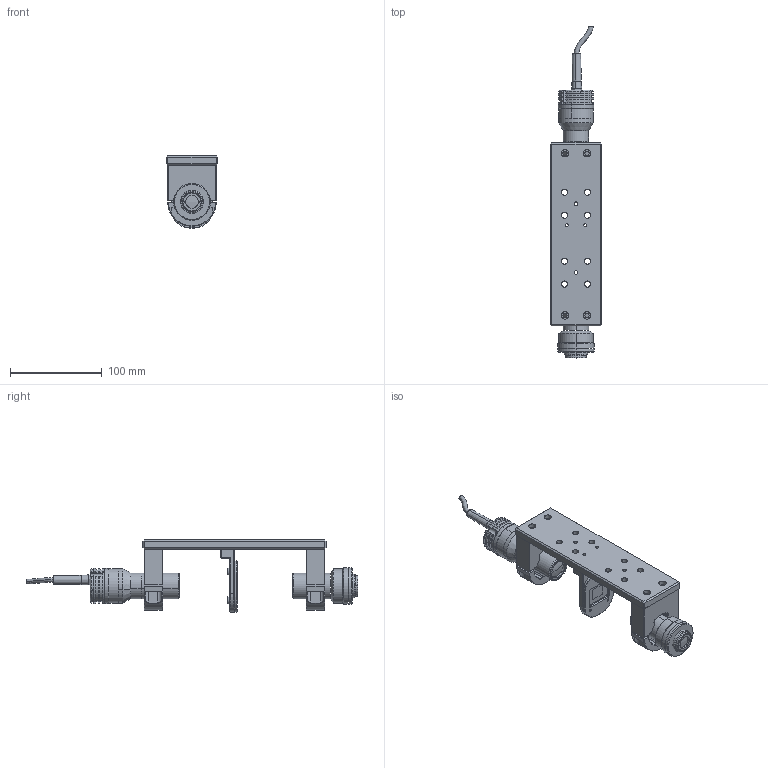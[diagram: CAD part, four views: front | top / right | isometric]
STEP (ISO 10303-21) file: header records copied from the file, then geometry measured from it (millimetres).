
FILE_DESCRIPTION (( 'STEP AP214' ), '1' );
FILE_NAME ('TCBENCH009.STEP', '2014-05-30T14:45:12', ( '' ), ( '' ), 'SwSTEP 2.0', 'SolidWorks 2013', '' );
FILE_SCHEMA (( 'AUTOMOTIVE_DESIGN' ));
Length unit declared in the file: millimetre
Products named in the file (1): TCBENCH009
Bounding box: 56 x 361.63 x 78.5 mm (x, y, z)
Surface area: 91702 mm2 (no closed solid volume)
Topology: 0 solids, 48 shells, 618 faces, 1807 edges, 1231 vertices
Faces by surface type: plane 274, cylinder 216, cone 112, bspline 14, sphere 2
Entity records: 32751 total; most frequent: CARTESIAN_POINT 9546, DIRECTION 3472, ORIENTED_EDGE 3066, EDGE_CURVE 1807, AXIS2_PLACEMENT_3D 1236, VERTEX_POINT 1231, LINE 1000, VECTOR 1000
